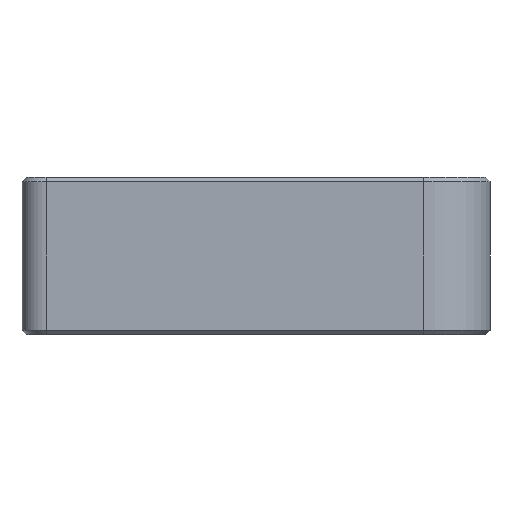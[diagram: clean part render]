
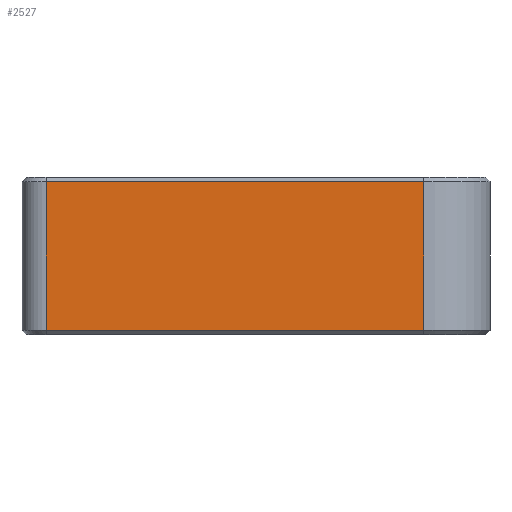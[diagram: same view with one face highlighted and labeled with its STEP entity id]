
A CAD part, left-side view. The second image highlights one B-rep face of the part: STEP entity #2527.
In plain terms, the highlighted planar face has unit normal (-1, 0, 0).
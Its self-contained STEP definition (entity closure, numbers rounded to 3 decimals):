
#85=PLANE('',#2729);
#306=FACE_OUTER_BOUND('',#469,.T.);
#469=EDGE_LOOP('',(#1893,#1894,#1895,#1896));
#681=LINE('',#3819,#908);
#717=LINE('',#4182,#944);
#718=LINE('',#4186,#945);
#719=LINE('',#4187,#946);
#908=VECTOR('',#3058,10.);
#944=VECTOR('',#3132,10.);
#945=VECTOR('',#3137,10.);
#946=VECTOR('',#3138,10.);
#1141=VERTEX_POINT('',#3811);
#1143=VERTEX_POINT('',#3817);
#1181=VERTEX_POINT('',#4181);
#1182=VERTEX_POINT('',#4185);
#1390=EDGE_CURVE('',#1143,#1141,#681,.T.);
#1452=EDGE_CURVE('',#1141,#1181,#717,.T.);
#1454=EDGE_CURVE('',#1143,#1182,#718,.T.);
#1455=EDGE_CURVE('',#1181,#1182,#719,.T.);
#1893=ORIENTED_EDGE('',*,*,#1390,.F.);
#1894=ORIENTED_EDGE('',*,*,#1454,.T.);
#1895=ORIENTED_EDGE('',*,*,#1455,.F.);
#1896=ORIENTED_EDGE('',*,*,#1452,.F.);
#2527=ADVANCED_FACE('',(#306),#85,.T.);
#2729=AXIS2_PLACEMENT_3D('',#4184,#3135,#3136);
#3058=DIRECTION('',(0.,1.,0.));
#3132=DIRECTION('',(0.,0.,1.));
#3135=DIRECTION('center_axis',(-1.,0.,0.));
#3136=DIRECTION('ref_axis',(0.,-1.,0.));
#3137=DIRECTION('',(0.,0.,1.));
#3138=DIRECTION('',(0.,-1.,0.));
#3811=CARTESIAN_POINT('',(-6.6,9.875,0.2));
#3817=CARTESIAN_POINT('',(-6.6,-8.875,0.2));
#3819=CARTESIAN_POINT('',(-6.6,4.662,0.2));
#4181=CARTESIAN_POINT('',(-6.6,9.875,7.6));
#4182=CARTESIAN_POINT('',(-6.6,9.875,0.));
#4184=CARTESIAN_POINT('Origin',(-6.6,9.875,0.));
#4185=CARTESIAN_POINT('',(-6.6,-8.875,7.6));
#4186=CARTESIAN_POINT('',(-6.6,-8.875,0.));
#4187=CARTESIAN_POINT('',(-6.6,4.662,7.6));
